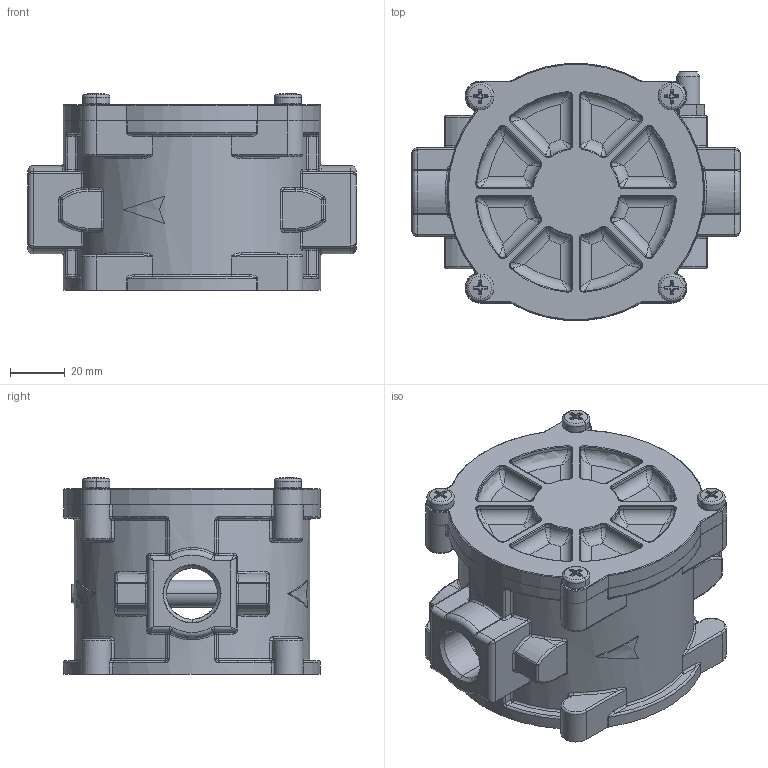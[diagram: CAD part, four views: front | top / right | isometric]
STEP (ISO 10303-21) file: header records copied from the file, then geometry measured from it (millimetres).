
FILE_DESCRIPTION((''),'2;1');
FILE_NAME('FM02_ASM','2016-02-11T',('Riccardo'),(''),'PRO/ENGINEER BY PARAMETRIC TECHNOLOGY CORPORATION, 2015030','PRO/ENGINEER BY PARAMETRIC TECHNOLOGY CORPORATION, 2015030','');
FILE_SCHEMA(('CONFIG_CONTROL_DESIGN'));
Length unit declared in the file: millimetre
Products named in the file (5): CO-0520; FC-0100; PRESSURETAP; VITI1; FM02_ASM
Assembly tree (7 placements, depth 2):
  FM02_ASM
    CO-0520
    FC-0100
    PRESSURETAP
    VITI1  x4
Bounding box: 120 x 93.99 x 71.97 mm (x, y, z)
Volume: 158048.9 mm3; surface area: 86319.2 mm2
Topology: 7 solids, 15 shells, 1150 faces, 2597 edges, 1480 vertices
Faces by surface type: cylinder 428, torus 234, plane 198, bspline 130, cone 96, sphere 64
Entity records: 33489 total; most frequent: CARTESIAN_POINT 12531, DIRECTION 4610, ORIENTED_EDGE 4242, EDGE_CURVE 2137, AXIS2_PLACEMENT_3D 1959, VERTEX_POINT 1216, CIRCLE 1100, EDGE_LOOP 1007
